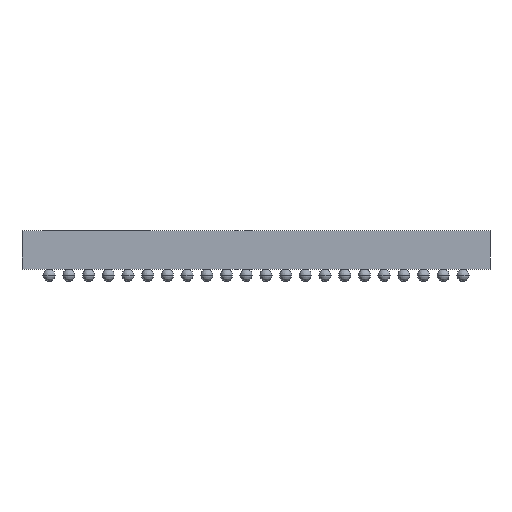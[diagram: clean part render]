
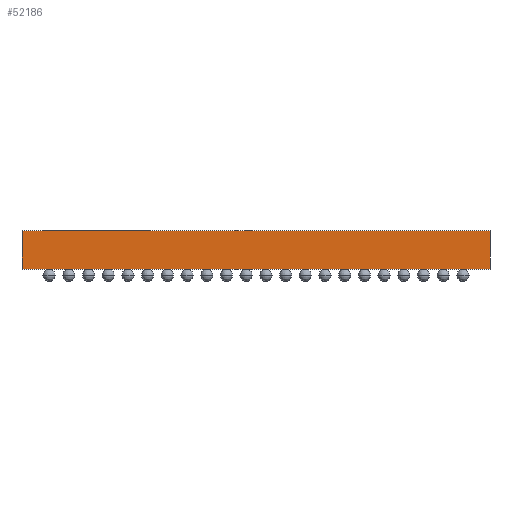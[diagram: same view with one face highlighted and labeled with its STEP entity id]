
A CAD part, front view. The second image highlights one B-rep face of the part: STEP entity #52186.
In plain terms, the highlighted planar face has unit normal (0, -1, 0).
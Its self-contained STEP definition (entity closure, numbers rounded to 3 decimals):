
#916 = DIRECTION ( 'NONE',  ( 1., 0., 0. ) ) ;
#1060 = DIRECTION ( 'NONE',  ( 1., 0., 0. ) ) ;
#3340 = EDGE_CURVE ( 'NONE', #35013, #52339, #20258, .T. ) ;
#5627 = CARTESIAN_POINT ( 'NONE',  ( 9.5, -9.5, 0.5 ) ) ;
#6589 = VECTOR ( 'NONE', #1060, 1000. ) ;
#11587 = LINE ( 'NONE', #30959, #12878 ) ;
#12515 = VECTOR ( 'NONE', #25067, 1000. ) ;
#12878 = VECTOR ( 'NONE', #56121, 1000. ) ;
#13507 = VECTOR ( 'NONE', #916, 1000. ) ;
#13820 = DIRECTION ( 'NONE',  ( 0., 0., 1. ) ) ;
#15152 = EDGE_CURVE ( 'NONE', #22255, #35013, #11587, .T. ) ;
#20258 = LINE ( 'NONE', #34549, #6589 ) ;
#22255 = VERTEX_POINT ( 'NONE', #51027 ) ;
#23314 = LINE ( 'NONE', #25464, #13507 ) ;
#25067 = DIRECTION ( 'NONE',  ( 0., 0., -1. ) ) ;
#25464 = CARTESIAN_POINT ( 'NONE',  ( -9.5, -9.5, 0.5 ) ) ;
#26740 = AXIS2_PLACEMENT_3D ( 'NONE', #47149, #37350, #13820 ) ;
#27147 = FACE_OUTER_BOUND ( 'NONE', #59873, .T. ) ;
#27381 = ORIENTED_EDGE ( 'NONE', *, *, #3340, .F. ) ;
#29885 = ORIENTED_EDGE ( 'NONE', *, *, #15152, .F. ) ;
#30959 = CARTESIAN_POINT ( 'NONE',  ( -9.5, -9.5, 0.5 ) ) ;
#34549 = CARTESIAN_POINT ( 'NONE',  ( -9.5, -9.5, 2.05 ) ) ;
#35013 = VERTEX_POINT ( 'NONE', #45243 ) ;
#37350 = DIRECTION ( 'NONE',  ( 0., 1., 0. ) ) ;
#37733 = VERTEX_POINT ( 'NONE', #52415 ) ;
#43103 = EDGE_CURVE ( 'NONE', #22255, #37733, #23314, .T. ) ;
#44572 = CARTESIAN_POINT ( 'NONE',  ( 9.5, -9.5, 2.05 ) ) ;
#45243 = CARTESIAN_POINT ( 'NONE',  ( -9.5, -9.5, 2.05 ) ) ;
#47149 = CARTESIAN_POINT ( 'NONE',  ( -9.5, -9.5, 0.5 ) ) ;
#51027 = CARTESIAN_POINT ( 'NONE',  ( -9.5, -9.5, 0.5 ) ) ;
#52186 = ADVANCED_FACE ( 'NONE', ( #27147 ), #60978, .F. ) ;
#52339 = VERTEX_POINT ( 'NONE', #44572 ) ;
#52415 = CARTESIAN_POINT ( 'NONE',  ( 9.5, -9.5, 0.5 ) ) ;
#53761 = ORIENTED_EDGE ( 'NONE', *, *, #62196, .F. ) ;
#56121 = DIRECTION ( 'NONE',  ( 0., 0., 1. ) ) ;
#58895 = LINE ( 'NONE', #5627, #12515 ) ;
#59873 = EDGE_LOOP ( 'NONE', ( #27381, #29885, #62195, #53761 ) ) ;
#60978 = PLANE ( 'NONE',  #26740 ) ;
#62195 = ORIENTED_EDGE ( 'NONE', *, *, #43103, .T. ) ;
#62196 = EDGE_CURVE ( 'NONE', #52339, #37733, #58895, .T. ) ;
